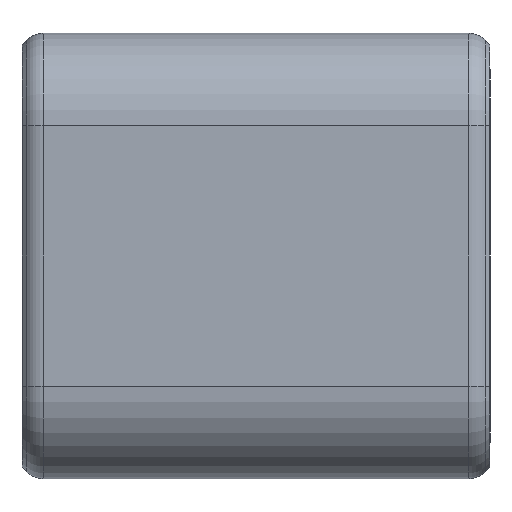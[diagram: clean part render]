
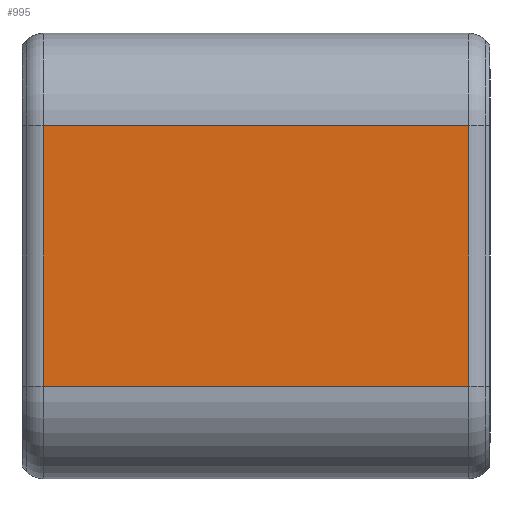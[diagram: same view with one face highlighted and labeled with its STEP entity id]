
A CAD part, left-side view. The second image highlights one B-rep face of the part: STEP entity #995.
In plain terms, the highlighted planar face has unit normal (-1, 0, 0).
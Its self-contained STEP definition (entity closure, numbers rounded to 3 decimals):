
#20=PLANE($,#1142);
#33=LINE($,#1652,#81);
#49=LINE($,#1702,#97);
#63=LINE($,#1749,#111);
#64=LINE($,#1751,#112);
#81=VECTOR($,#1342,11.143);
#97=VECTOR($,#1400,11.143);
#111=VECTOR($,#1460,18.172);
#112=VECTOR($,#1463,18.172);
#262=FACE_OUTER_BOUND($,#363,.T.);
#363=EDGE_LOOP($,(#849,#850,#851,#852));
#511=VERTEX_POINT($,#1645);
#513=VERTEX_POINT($,#1651);
#524=VERTEX_POINT($,#1695);
#526=VERTEX_POINT($,#1701);
#600=EDGE_CURVE($,#511,#513,#33,.T.);
#626=EDGE_CURVE($,#524,#526,#49,.T.);
#651=EDGE_CURVE($,#511,#526,#63,.T.);
#652=EDGE_CURVE($,#513,#524,#64,.T.);
#849=ORIENTED_EDGE($,*,*,#600,.F.);
#850=ORIENTED_EDGE($,*,*,#651,.T.);
#851=ORIENTED_EDGE($,*,*,#626,.F.);
#852=ORIENTED_EDGE($,*,*,#652,.F.);
#995=ADVANCED_FACE($,(#262),#20,.T.);
#1142=AXIS2_PLACEMENT_3D($,#1750,#1461,#1462);
#1342=DIRECTION($,(0.,0.,-1.));
#1400=DIRECTION($,(0.,0.,1.));
#1460=DIRECTION($,(0.,1.,0.));
#1461=DIRECTION('center_axis',(-1.,0.,0.));
#1462=DIRECTION('ref_axis',(0.,0.,1.));
#1463=DIRECTION($,(0.,1.,0.));
#1645=CARTESIAN_POINT('',(-16.305,0.914,5.571));
#1651=CARTESIAN_POINT('',(-16.305,0.914,-5.571));
#1652=CARTESIAN_POINT($,(-16.305,0.914,-4.179));
#1695=CARTESIAN_POINT('',(-16.305,19.086,-5.571));
#1701=CARTESIAN_POINT('',(-16.305,19.086,5.571));
#1702=CARTESIAN_POINT($,(-16.305,19.086,-4.179));
#1749=CARTESIAN_POINT($,(-16.305,0.,5.571));
#1750=CARTESIAN_POINT('Origin',(-16.305,0.,-5.571));
#1751=CARTESIAN_POINT($,(-16.305,0.,-5.571));
